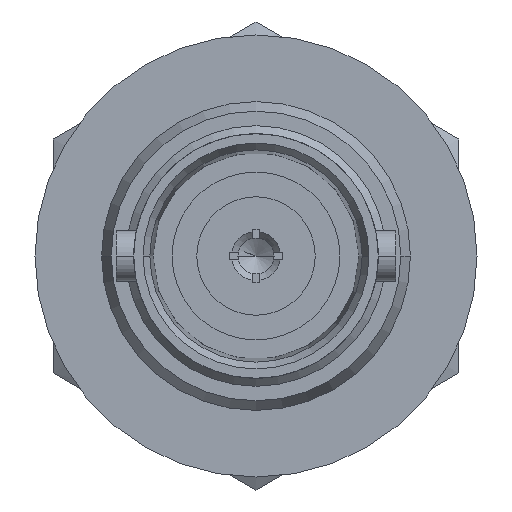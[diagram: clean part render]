
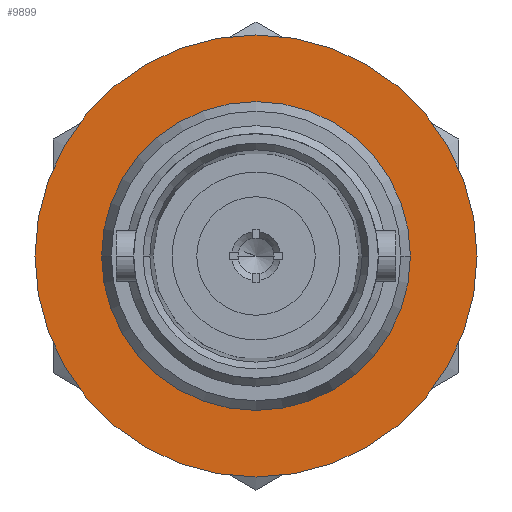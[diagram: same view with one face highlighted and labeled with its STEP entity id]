
A CAD part, left-side view. The second image highlights one B-rep face of the part: STEP entity #9899.
In plain terms, the highlighted planar face has unit normal (-1, 0, 0).
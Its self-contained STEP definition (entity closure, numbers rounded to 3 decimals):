
#2460=CARTESIAN_POINT('',(2.362,0.,0.));
#2461=DIRECTION('',(1.,0.,0.));
#2462=DIRECTION('',(0.,-1.,0.));
#2463=AXIS2_PLACEMENT_3D('',#2460,#2461,#2462);
#2470=CARTESIAN_POINT('',(2.362,0.,0.));
#2471=DIRECTION('',(-1.,0.,0.));
#2472=DIRECTION('',(0.,1.,0.));
#2473=AXIS2_PLACEMENT_3D('',#2470,#2471,#2472);
#2475=CARTESIAN_POINT('',(2.362,0.,0.));
#2476=DIRECTION('',(1.,0.,0.));
#2477=DIRECTION('',(0.,1.,0.));
#2478=AXIS2_PLACEMENT_3D('',#2475,#2476,#2477);
#2480=CARTESIAN_POINT('',(2.362,0.,0.));
#2481=DIRECTION('',(1.,0.,0.));
#2482=DIRECTION('',(0.,1.,0.));
#2483=AXIS2_PLACEMENT_3D('',#2480,#2481,#2482);
#6298=CARTESIAN_POINT('',(2.362,6.096,0.));
#6299=CARTESIAN_POINT('',(2.362,-6.096,0.));
#6300=VERTEX_POINT('',#6298);
#6301=VERTEX_POINT('',#6299);
#6302=CARTESIAN_POINT('',(2.362,-8.725,0.));
#6303=CARTESIAN_POINT('',(2.362,8.725,0.));
#6304=VERTEX_POINT('',#6302);
#6305=VERTEX_POINT('',#6303);
#9883=CARTESIAN_POINT('',(2.362,0.,0.));
#9884=DIRECTION('',(1.,0.,0.));
#9885=DIRECTION('',(0.,-1.,0.));
#9886=AXIS2_PLACEMENT_3D('',#9883,#9884,#9885);
#9887=PLANE('',#9886);
#9888=ORIENTED_EDGE('',*,*,#9873,.T.);
#9890=ORIENTED_EDGE('',*,*,#9889,.T.);
#9891=EDGE_LOOP('',(#9888,#9890));
#9892=FACE_OUTER_BOUND('',#9891,.F.);
#9894=ORIENTED_EDGE('',*,*,#9893,.T.);
#9896=ORIENTED_EDGE('',*,*,#9895,.F.);
#9897=EDGE_LOOP('',(#9894,#9896));
#9898=FACE_BOUND('',#9897,.F.);
#9899=ADVANCED_FACE('',(#9892,#9898),#9887,.F.);
#2464=CIRCLE('',#2463,8.725);
#2474=CIRCLE('',#2473,6.096);
#2479=CIRCLE('',#2478,6.096);
#2484=CIRCLE('',#2483,8.725);
#9873=EDGE_CURVE('',#6304,#6305,#2464,.T.);
#9889=EDGE_CURVE('',#6305,#6304,#2484,.T.);
#9893=EDGE_CURVE('',#6300,#6301,#2474,.T.);
#9895=EDGE_CURVE('',#6300,#6301,#2479,.T.);
